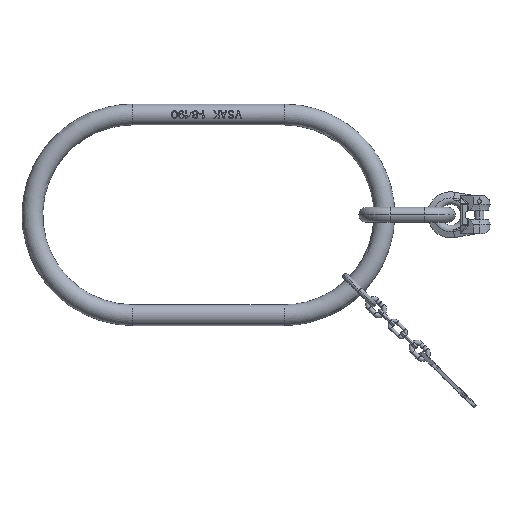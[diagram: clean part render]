
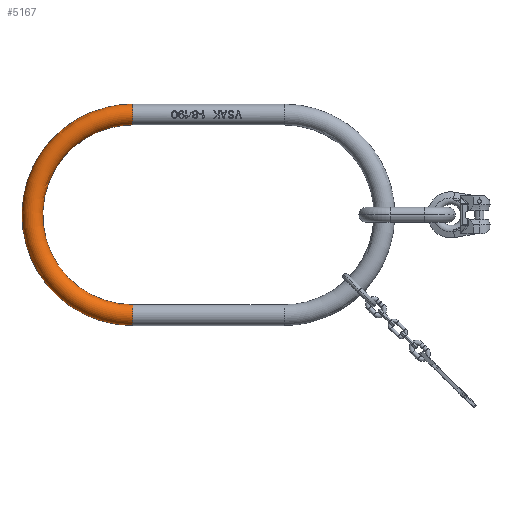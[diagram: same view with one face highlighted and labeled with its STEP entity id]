
A CAD part, top view. The second image highlights one B-rep face of the part: STEP entity #5167.
In plain terms, the highlighted toroidal (fillet/blend) face has major radius 106 mm and minor radius 11 mm.
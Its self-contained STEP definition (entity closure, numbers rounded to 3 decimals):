
#104=CARTESIAN_POINT('',(95.,-106.,0.));
#105=DIRECTION('',(-1.,0.,0.));
#106=DIRECTION('',(0.,-1.,0.));
#107=AXIS2_PLACEMENT_3D('',#104,#105,#106);
#109=CARTESIAN_POINT('',(95.,-117.,0.));
#110=CARTESIAN_POINT('',(92.215,-117.,0.));
#111=CARTESIAN_POINT('',(86.646,-116.801,0.));
#112=CARTESIAN_POINT('',(78.335,-115.908,0.));
#113=CARTESIAN_POINT('',(70.109,-114.423,0.));
#114=CARTESIAN_POINT('',(62.009,-112.356,0.));
#115=CARTESIAN_POINT('',(54.078,-109.716,0.));
#116=CARTESIAN_POINT('',(46.355,-106.517,0.));
#117=CARTESIAN_POINT('',(38.88,-102.776,0.));
#118=CARTESIAN_POINT('',(31.691,-98.51,0.));
#119=CARTESIAN_POINT('',(24.825,-93.743,0.));
#120=CARTESIAN_POINT('',(18.316,-88.498,0.));
#121=CARTESIAN_POINT('',(12.198,-82.802,0.));
#122=CARTESIAN_POINT('',(6.502,-76.684,0.));
#123=CARTESIAN_POINT('',(1.257,-70.175,0.));
#124=CARTESIAN_POINT('',(-3.51,-63.309,0.));
#125=CARTESIAN_POINT('',(-7.776,-56.12,0.));
#126=CARTESIAN_POINT('',(-11.517,-48.645,0.));
#127=CARTESIAN_POINT('',(-14.716,-40.922,0.));
#128=CARTESIAN_POINT('',(-17.356,-32.991,0.));
#129=CARTESIAN_POINT('',(-19.423,-24.891,0.));
#130=CARTESIAN_POINT('',(-20.908,-16.665,0.));
#131=CARTESIAN_POINT('',(-21.801,-8.354,0.));
#132=CARTESIAN_POINT('',(-22.099,0.,0.));
#133=CARTESIAN_POINT('',(-21.801,8.354,0.));
#134=CARTESIAN_POINT('',(-20.908,16.665,0.));
#135=CARTESIAN_POINT('',(-19.423,24.891,0.));
#136=CARTESIAN_POINT('',(-17.356,32.991,0.));
#137=CARTESIAN_POINT('',(-14.716,40.922,0.));
#138=CARTESIAN_POINT('',(-11.517,48.645,0.));
#139=CARTESIAN_POINT('',(-7.776,56.12,0.));
#140=CARTESIAN_POINT('',(-3.51,63.309,0.));
#141=CARTESIAN_POINT('',(1.257,70.175,0.));
#142=CARTESIAN_POINT('',(6.502,76.684,0.));
#143=CARTESIAN_POINT('',(12.198,82.802,0.));
#144=CARTESIAN_POINT('',(18.316,88.498,0.));
#145=CARTESIAN_POINT('',(24.825,93.743,0.));
#146=CARTESIAN_POINT('',(31.691,98.51,0.));
#147=CARTESIAN_POINT('',(38.88,102.776,0.));
#148=CARTESIAN_POINT('',(46.355,106.517,0.));
#149=CARTESIAN_POINT('',(54.078,109.716,0.));
#150=CARTESIAN_POINT('',(62.009,112.356,0.));
#151=CARTESIAN_POINT('',(70.109,114.423,0.));
#152=CARTESIAN_POINT('',(78.335,115.908,0.));
#153=CARTESIAN_POINT('',(86.646,116.801,0.));
#154=CARTESIAN_POINT('',(92.215,117.,0.));
#155=CARTESIAN_POINT('',(95.,117.,0.));
#157=CARTESIAN_POINT('',(95.,106.,0.));
#158=DIRECTION('',(1.,0.,0.));
#159=DIRECTION('',(0.,1.,0.));
#160=AXIS2_PLACEMENT_3D('',#157,#158,#159);
#3754=CARTESIAN_POINT('',(95.,-95.,0.));
#3755=CARTESIAN_POINT('',(92.574,-95.,0.));
#3756=CARTESIAN_POINT('',(87.721,-94.814,0.));
#3757=CARTESIAN_POINT('',(80.484,-93.979,0.));
#3758=CARTESIAN_POINT('',(73.333,-92.592,0.));
#3759=CARTESIAN_POINT('',(66.308,-90.661,0.));
#3760=CARTESIAN_POINT('',(59.453,-88.199,0.));
#3761=CARTESIAN_POINT('',(52.805,-85.219,0.));
#3762=CARTESIAN_POINT('',(46.406,-81.739,0.));
#3763=CARTESIAN_POINT('',(40.291,-77.779,0.));
#3764=CARTESIAN_POINT('',(34.498,-73.363,0.));
#3765=CARTESIAN_POINT('',(29.059,-68.517,0.));
#3766=CARTESIAN_POINT('',(24.008,-63.268,0.));
#3767=CARTESIAN_POINT('',(19.373,-57.648,0.));
#3768=CARTESIAN_POINT('',(15.182,-51.689,0.));
#3769=CARTESIAN_POINT('',(11.46,-45.428,0.));
#3770=CARTESIAN_POINT('',(8.227,-38.9,0.));
#3771=CARTESIAN_POINT('',(5.504,-32.143,0.));
#3772=CARTESIAN_POINT('',(3.306,-25.198,0.));
#3773=CARTESIAN_POINT('',(1.646,-18.105,0.));
#3774=CARTESIAN_POINT('',(0.534,-10.906,0.));
#3775=CARTESIAN_POINT('',(-0.023,-3.642,0.));
#3776=CARTESIAN_POINT('',(-0.023,3.642,0.));
#3777=CARTESIAN_POINT('',(0.534,10.906,0.));
#3778=CARTESIAN_POINT('',(1.646,18.105,0.));
#3779=CARTESIAN_POINT('',(3.306,25.198,0.));
#3780=CARTESIAN_POINT('',(5.504,32.143,0.));
#3781=CARTESIAN_POINT('',(8.227,38.9,0.));
#3782=CARTESIAN_POINT('',(11.46,45.428,0.));
#3783=CARTESIAN_POINT('',(15.182,51.689,0.));
#3784=CARTESIAN_POINT('',(19.373,57.648,0.));
#3785=CARTESIAN_POINT('',(24.008,63.268,0.));
#3786=CARTESIAN_POINT('',(29.059,68.517,0.));
#3787=CARTESIAN_POINT('',(34.498,73.363,0.));
#3788=CARTESIAN_POINT('',(40.291,77.779,0.));
#3789=CARTESIAN_POINT('',(46.406,81.739,0.));
#3790=CARTESIAN_POINT('',(52.805,85.219,0.));
#3791=CARTESIAN_POINT('',(59.453,88.199,0.));
#3792=CARTESIAN_POINT('',(66.308,90.661,0.));
#3793=CARTESIAN_POINT('',(73.333,92.592,0.));
#3794=CARTESIAN_POINT('',(80.484,93.979,0.));
#3795=CARTESIAN_POINT('',(87.721,94.814,0.));
#3796=CARTESIAN_POINT('',(92.574,95.,0.));
#3797=CARTESIAN_POINT('',(95.,95.,0.));
#3813=CARTESIAN_POINT('',(95.,117.,0.));
#3814=CARTESIAN_POINT('',(95.,95.,0.));
#3815=VERTEX_POINT('',#3813);
#3816=VERTEX_POINT('',#3814);
#3825=CARTESIAN_POINT('',(95.,-117.,0.));
#3826=CARTESIAN_POINT('',(95.,-95.,0.));
#3827=VERTEX_POINT('',#3825);
#3828=VERTEX_POINT('',#3826);
#5153=CARTESIAN_POINT('',(95.,0.,0.));
#5154=DIRECTION('',(0.,0.,-1.));
#5155=DIRECTION('',(0.,1.,0.));
#5156=AXIS2_PLACEMENT_3D('',#5153,#5154,#5155);
#5157=TOROIDAL_SURFACE('',#5156,106.,11.);
#5159=ORIENTED_EDGE('',*,*,#5158,.F.);
#5161=ORIENTED_EDGE('',*,*,#5160,.T.);
#5162=ORIENTED_EDGE('',*,*,#4714,.T.);
#5164=ORIENTED_EDGE('',*,*,#5163,.F.);
#5165=EDGE_LOOP('',(#5159,#5161,#5162,#5164));
#5166=FACE_OUTER_BOUND('',#5165,.F.);
#5167=ADVANCED_FACE('',(#5166),#5157,.T.);
#108=CIRCLE('',#107,11.);
#156=B_SPLINE_CURVE_WITH_KNOTS('',3,(#109,#110,#111,#112,#113,#114,#115,#116,
#117,#118,#119,#120,#121,#122,#123,#124,#125,#126,#127,#128,#129,#130,#131,#132,
#133,#134,#135,#136,#137,#138,#139,#140,#141,#142,#143,#144,#145,#146,#147,#148,
#149,#150,#151,#152,#153,#154,#155),.UNSPECIFIED.,.F.,.F.,(4,1,1,1,1,1,1,1,1,1,
1,1,1,1,1,1,1,1,1,1,1,1,1,1,1,1,1,1,1,1,1,1,1,1,1,1,1,1,1,1,1,1,1,1,4),(0.,
0.023,0.045,0.068,0.091,
0.114,0.136,0.159,0.182,
0.205,0.227,0.25,0.273,0.295,
0.318,0.341,0.364,0.386,
0.409,0.432,0.455,0.477,0.5,
0.523,0.545,0.568,0.591,
0.614,0.636,0.659,0.682,
0.705,0.727,0.75,0.773,0.795,
0.818,0.841,0.864,0.886,
0.909,0.932,0.955,0.977,1.),
.UNSPECIFIED.);
#161=CIRCLE('',#160,11.);
#3798=B_SPLINE_CURVE_WITH_KNOTS('',3,(#3754,#3755,#3756,#3757,#3758,#3759,#3760,
#3761,#3762,#3763,#3764,#3765,#3766,#3767,#3768,#3769,#3770,#3771,#3772,#3773,
#3774,#3775,#3776,#3777,#3778,#3779,#3780,#3781,#3782,#3783,#3784,#3785,#3786,
#3787,#3788,#3789,#3790,#3791,#3792,#3793,#3794,#3795,#3796,#3797),
.UNSPECIFIED.,.F.,.F.,(4,1,1,1,1,1,1,1,1,1,1,1,1,1,1,1,1,1,1,1,1,1,1,1,1,1,1,1,
1,1,1,1,1,1,1,1,1,1,1,1,1,4),(0.,0.024,0.049,
0.073,0.098,0.122,0.146,
0.171,0.195,0.22,0.244,
0.268,0.293,0.317,0.341,
0.366,0.39,0.415,0.439,
0.463,0.488,0.512,0.537,
0.561,0.585,0.61,0.634,
0.659,0.683,0.707,0.732,
0.756,0.78,0.805,0.829,
0.854,0.878,0.902,0.927,
0.951,0.976,1.),.UNSPECIFIED.);
#4714=EDGE_CURVE('',#3815,#3816,#161,.T.);
#5158=EDGE_CURVE('',#3827,#3828,#108,.T.);
#5160=EDGE_CURVE('',#3827,#3815,#156,.T.);
#5163=EDGE_CURVE('',#3828,#3816,#3798,.T.);
